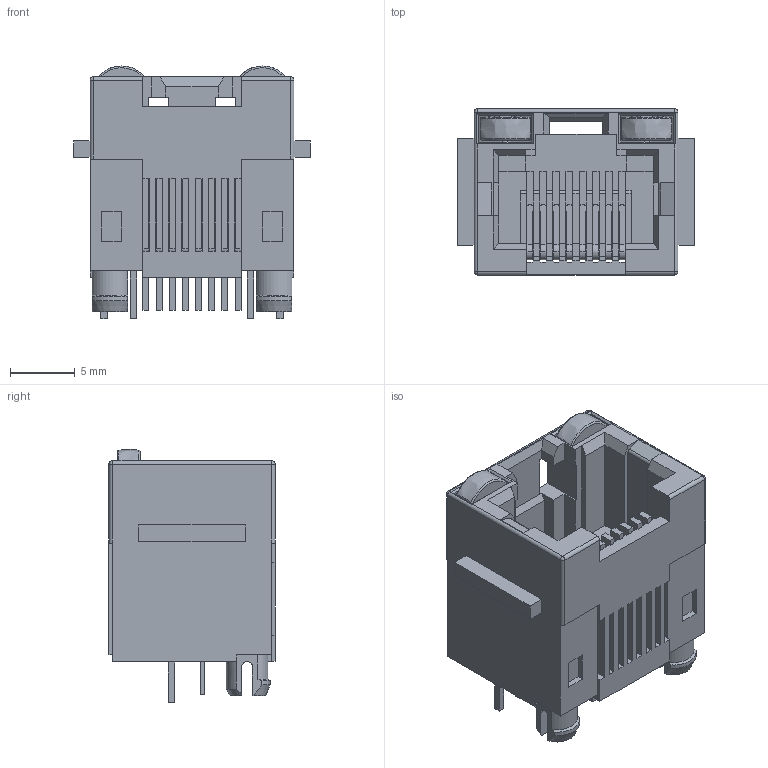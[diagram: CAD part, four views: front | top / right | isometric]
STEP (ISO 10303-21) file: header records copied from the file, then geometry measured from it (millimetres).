
FILE_DESCRIPTION(('FreeCAD Model'),'2;1');
FILE_NAME('Open CASCADE Shape Model','2022-10-10T16:41:01',( 'kicad StepUp'),('ksu MCAD'),'Open CASCADE STEP processor 7.6', 'FreeCAD','Unknown');
FILE_SCHEMA(('AUTOMOTIVE_DESIGN { 1 0 10303 214 1 1 1 1 }'));
Products named in the file (1): M-RJHSE-3081-REVT1
Bounding box: 18.29 x 12.83 x 19.55 mm (x, y, z)
Volume: 1759.7 mm3; surface area: 3278.1 mm2
Topology: 1 solids, 1 shells, 799 faces, 2384 edges, 1530 vertices
Faces by surface type: plane 570, cylinder 187, bspline 36, cone 6
Entity records: 69543 total; most frequent: CARTESIAN_POINT 17555, DIRECTION 8490, LINE 6013, VECTOR 6013, ORIENTED_EDGE 4728, PCURVE 4728, DEFINITIONAL_REPRESENTATION 4728, EDGE_CURVE 2364
